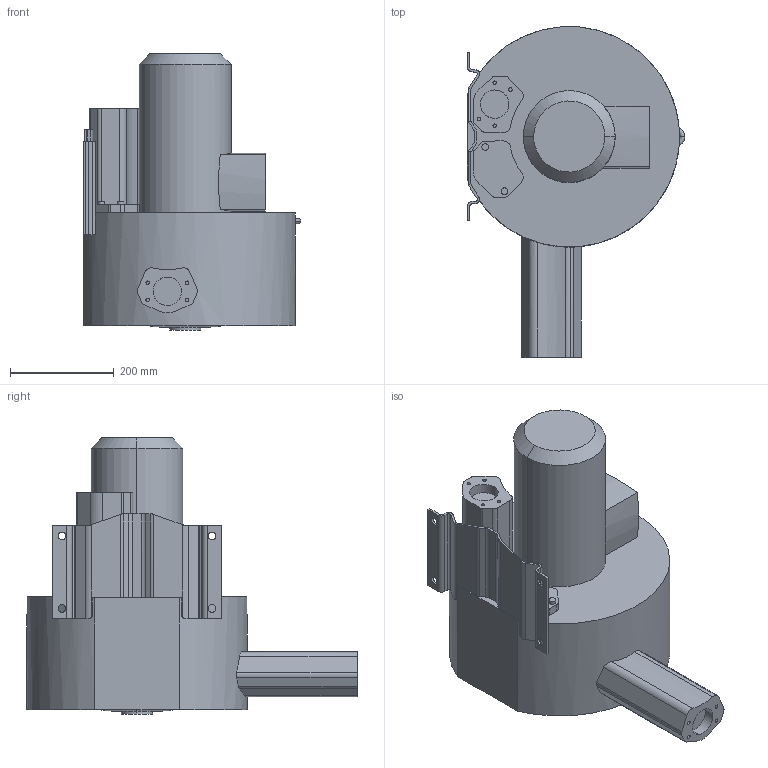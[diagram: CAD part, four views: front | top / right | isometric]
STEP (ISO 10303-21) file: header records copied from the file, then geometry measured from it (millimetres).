
FILE_DESCRIPTION (( 'STEP AP203' ), '1' );
FILE_NAME ('2RB720-1HQ17.STEP', '2025-04-28T01:16:52', ( '' ), ( '' ), 'SwSTEP 2.0', 'SolidWorks 2021', '' );
FILE_SCHEMA (( 'CONFIG_CONTROL_DESIGN' ));
Length unit declared in the file: millimetre
Products named in the file (1): 2RB720-1HQ17
Bounding box: 420.12 x 638.43 x 533.45 mm (x, y, z)
Volume: 42718171 mm3; surface area: 1045579.6 mm2
Topology: 1 solids, 1 shells, 182 faces, 541 edges, 381 vertices
Faces by surface type: cylinder 94, plane 77, bspline 5, torus 4, cone 2
Entity records: 10130 total; most frequent: CARTESIAN_POINT 5412, ORIENTED_EDGE 1082, DIRECTION 802, EDGE_CURVE 541, VERTEX_POINT 381, AXIS2_PLACEMENT_3D 284, VECTOR 234, LINE 234
